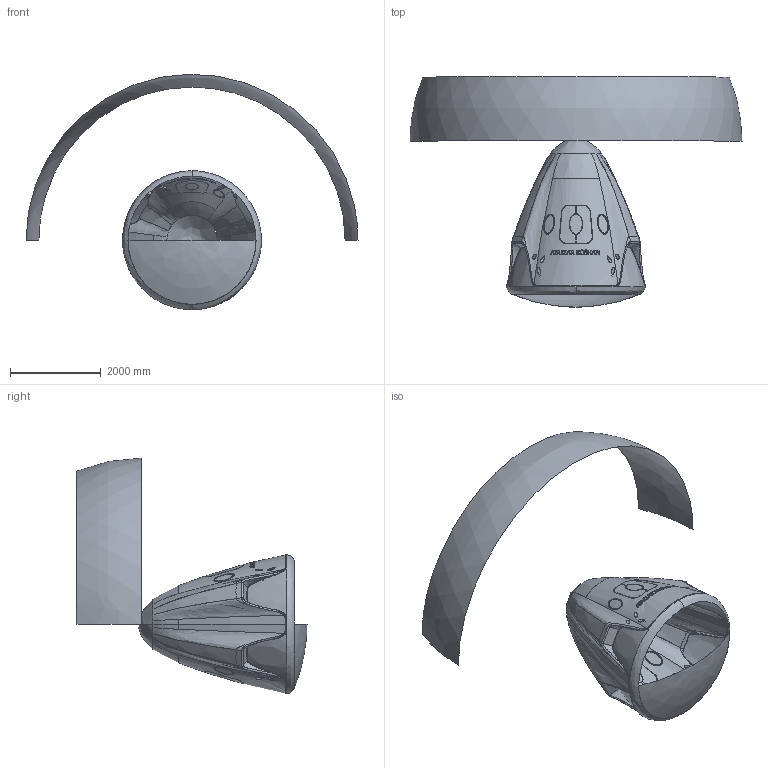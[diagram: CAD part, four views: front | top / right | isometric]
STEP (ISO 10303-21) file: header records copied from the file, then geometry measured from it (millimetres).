
FILE_DESCRIPTION(('FreeCAD Model'),'2;1');
FILE_NAME('Open CASCADE Shape Model','2025-04-26T16:48:12',('FreeCAD'),( 'FreeCAD'),'Open CASCADE STEP processor 7.6','FreeCAD','Unknown');
FILE_SCHEMA(('AUTOMOTIVE_DESIGN { 1 0 10303 214 1 1 1 1 }'));
Products named in the file (1): Open CASCADE STEP translator 7.6 1
Bounding box: 7334.24 x 5082.16 x 5201.56 mm (x, y, z)
Surface area: 47740905 mm2 (no closed solid volume)
Topology: 0 solids, 191 shells, 191 faces, 13432 edges, 13421 vertices
Faces by surface type: bspline 191
Entity records: 256327 total; most frequent: CARTESIAN_POINT 201700, ORIENTED_EDGE 13421, EDGE_CURVE 13421, VERTEX_POINT 13421, B_SPLINE_CURVE_WITH_KNOTS 13228, FACE_BOUND 236, EDGE_LOOP 236, SHELL_BASED_SURFACE_MODEL 191
